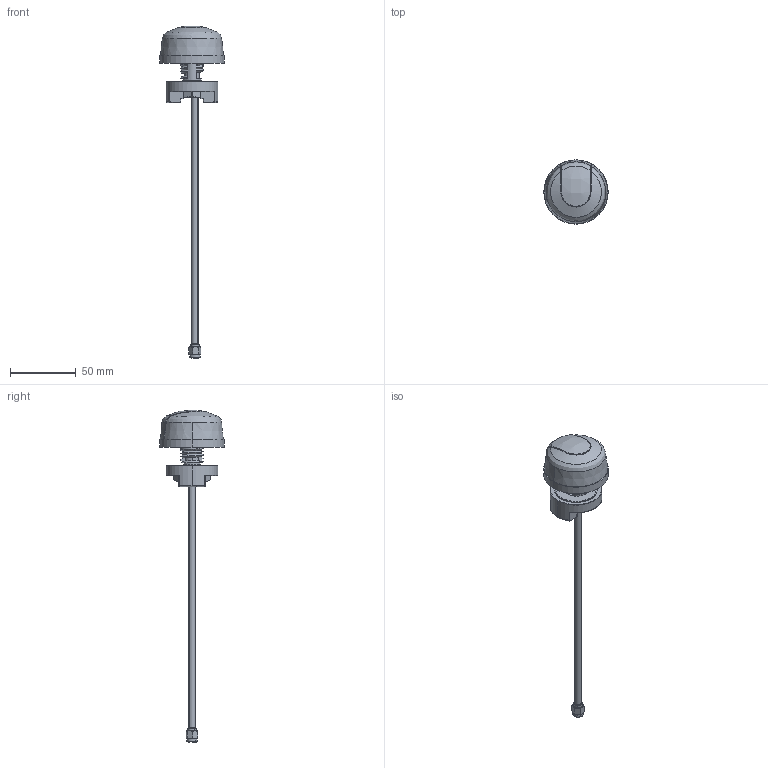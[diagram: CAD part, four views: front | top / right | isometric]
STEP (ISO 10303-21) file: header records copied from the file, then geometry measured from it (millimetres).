
FILE_DESCRIPTION (( 'STEP AP214' ), '1' );
FILE_NAME ('WS.03.B.305151_Web.STEP', '2022-03-25T10:25:43', ( '' ), ( '' ), 'SwSTEP 2.0', 'SolidWorks 2018', '' );
FILE_SCHEMA (( 'AUTOMOTIVE_DESIGN' ));
Length unit declared in the file: millimetre
Products named in the file (1): WS.03.B.305151_Web
Bounding box: 48.8 x 48.8 x 251.84 mm (x, y, z)
Surface area: 19389 mm2 (no closed solid volume)
Topology: 0 solids, 12 shells, 215 faces, 713 edges, 488 vertices
Faces by surface type: cylinder 74, bspline 64, plane 55, cone 13, torus 9
Entity records: 31760 total; most frequent: CARTESIAN_POINT 24148, ORIENTED_EDGE 1168, DIRECTION 860, EDGE_CURVE 713, VERTEX_POINT 488, AXIS2_PLACEMENT_3D 315, VECTOR 230, LINE 230
